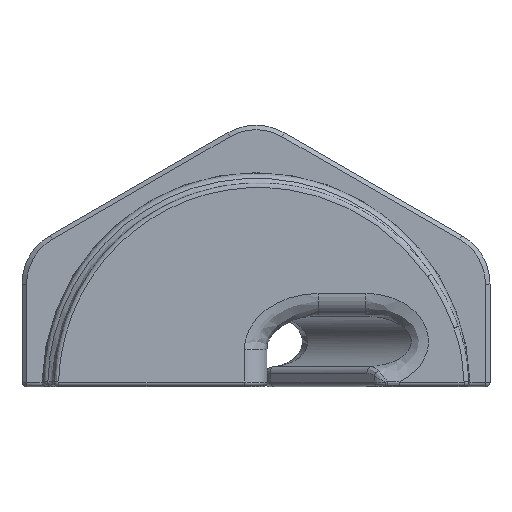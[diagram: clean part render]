
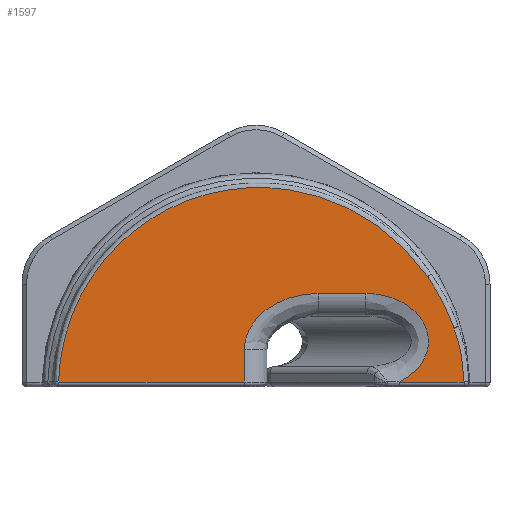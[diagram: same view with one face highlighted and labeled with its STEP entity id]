
A CAD part, top view. The second image highlights one B-rep face of the part: STEP entity #1597.
In plain terms, the highlighted planar face has unit normal (0, 0, 1).
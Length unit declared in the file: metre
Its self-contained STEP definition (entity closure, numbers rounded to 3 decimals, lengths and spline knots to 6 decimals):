
#82=ELLIPSE('',#1735,0.005548,0.00425);
#83=ELLIPSE('',#1736,0.006527,0.005);
#118=B_SPLINE_CURVE_WITH_KNOTS('',3,(#2373,#2374,#2375,#2376),
 .UNSPECIFIED.,.F.,.F.,(4,4),(0.017517,0.022443),
 .UNSPECIFIED.);
#119=B_SPLINE_CURVE_WITH_KNOTS('',3,(#2378,#2379,#2380,#2381),
 .UNSPECIFIED.,.F.,.F.,(4,4),(0.,0.00513),.UNSPECIFIED.);
#120=B_SPLINE_CURVE_WITH_KNOTS('',3,(#2383,#2384,#2385,#2386,#2387,#2388,
#2389,#2390,#2391,#2392,#2393,#2394,#2395,#2396,#2397,#2398),
 .UNSPECIFIED.,.F.,.F.,(4,1,1,1,1,1,1,1,1,1,1,1,1,4),(0.,
0.002815,0.005629,0.008444,0.011259,
0.016888,0.022517,0.028146,0.030961,
0.033776,0.03659,0.039405,0.04222,
0.045034),.UNSPECIFIED.);
#304=ORIENTED_EDGE('',*,*,#807,.T.);
#305=ORIENTED_EDGE('',*,*,#808,.T.);
#306=ORIENTED_EDGE('',*,*,#809,.T.);
#307=ORIENTED_EDGE('',*,*,#810,.T.);
#308=ORIENTED_EDGE('',*,*,#811,.T.);
#309=ORIENTED_EDGE('',*,*,#812,.T.);
#310=ORIENTED_EDGE('',*,*,#813,.T.);
#311=ORIENTED_EDGE('',*,*,#814,.T.);
#312=ORIENTED_EDGE('',*,*,#815,.T.);
#807=EDGE_CURVE('',#1058,#1059,#82,.F.);
#808=EDGE_CURVE('',#1059,#1060,#1183,.T.);
#809=EDGE_CURVE('',#1060,#1061,#118,.T.);
#810=EDGE_CURVE('',#1061,#1062,#119,.T.);
#811=EDGE_CURVE('',#1062,#1063,#120,.T.);
#812=EDGE_CURVE('',#1063,#1064,#1184,.T.);
#813=EDGE_CURVE('',#1064,#1065,#1185,.F.);
#814=EDGE_CURVE('',#1065,#1066,#83,.F.);
#815=EDGE_CURVE('',#1066,#1058,#1186,.F.);
#1058=VERTEX_POINT('',#2369);
#1059=VERTEX_POINT('',#2370);
#1060=VERTEX_POINT('',#2372);
#1061=VERTEX_POINT('',#2377);
#1062=VERTEX_POINT('',#2382);
#1063=VERTEX_POINT('',#2399);
#1064=VERTEX_POINT('',#2401);
#1065=VERTEX_POINT('',#2403);
#1066=VERTEX_POINT('',#2405);
#1183=LINE('',#2371,#1274);
#1184=LINE('',#2400,#1275);
#1185=LINE('',#2402,#1276);
#1186=LINE('',#2406,#1277);
#1274=VECTOR('',#1925,1.);
#1275=VECTOR('',#1926,1.);
#1276=VECTOR('',#1927,1.);
#1277=VECTOR('',#1930,1.);
#1344=EDGE_LOOP('',(#304,#305,#306,#307,#308,#309,#310,#311,#312));
#1457=FACE_BOUND('',#1344,.T.);
#1569=PLANE('',#1734);
#1597=ADVANCED_FACE('',(#1457),#1569,.T.);
#1734=AXIS2_PLACEMENT_3D('',#2367,#1921,#1922);
#1735=AXIS2_PLACEMENT_3D('',#2368,#1923,#1924);
#1736=AXIS2_PLACEMENT_3D('',#2404,#1928,#1929);
#1921=DIRECTION('',(0.,0.,1.));
#1922=DIRECTION('',(0.866,-0.5,0.));
#1923=DIRECTION('',(0.,0.,1.));
#1924=DIRECTION('',(1.,0.,0.));
#1925=DIRECTION('',(1.,0.,0.));
#1926=DIRECTION('',(1.,0.,0.));
#1927=DIRECTION('',(0.,-1.,0.));
#1928=DIRECTION('',(0.,0.,1.));
#1929=DIRECTION('',(1.,0.,0.));
#1930=DIRECTION('',(-1.,0.,0.));
#2367=CARTESIAN_POINT('',(0.,0.,0.014));
#2368=CARTESIAN_POINT('',(0.009743,0.004,0.014));
#2369=CARTESIAN_POINT('',(0.009743,0.00825,0.014));
#2370=CARTESIAN_POINT('',(0.012692,0.0004,0.014));
#2371=CARTESIAN_POINT('',(0.,0.0004,0.014));
#2372=CARTESIAN_POINT('',(0.018452,0.0004,0.014));
#2373=CARTESIAN_POINT('',(0.018452,0.0004,0.014));
#2374=CARTESIAN_POINT('',(0.018391,0.002016,0.014));
#2375=CARTESIAN_POINT('',(0.018119,0.003651,0.014));
#2376=CARTESIAN_POINT('',(0.017555,0.005194,0.014));
#2377=CARTESIAN_POINT('',(0.017555,0.005194,0.014));
#2378=CARTESIAN_POINT('',(0.017555,0.005194,0.014));
#2379=CARTESIAN_POINT('',(0.016968,0.006802,0.014));
#2380=CARTESIAN_POINT('',(0.016189,0.008339,0.014));
#2381=CARTESIAN_POINT('',(0.015212,0.009744,0.014));
#2382=CARTESIAN_POINT('',(0.015212,0.009744,0.014));
#2383=CARTESIAN_POINT('',(0.015212,0.009744,0.014));
#2384=CARTESIAN_POINT('',(0.014671,0.01052,0.014));
#2385=CARTESIAN_POINT('',(0.013489,0.011976,0.014));
#2386=CARTESIAN_POINT('',(0.01138,0.013887,0.014));
#2387=CARTESIAN_POINT('',(0.009048,0.01543,0.014));
#2388=CARTESIAN_POINT('',(0.005612,0.017008,0.014));
#2389=CARTESIAN_POINT('',(0.000972,0.017927,0.014));
#2390=CARTESIAN_POINT('',(-0.004684,0.017263,0.014));
#2391=CARTESIAN_POINT('',(-0.008979,0.015278,0.014));
#2392=CARTESIAN_POINT('',(-0.011941,0.012925,0.014));
#2393=CARTESIAN_POINT('',(-0.01383,0.010863,0.014));
#2394=CARTESIAN_POINT('',(-0.015395,0.008483,0.014));
#2395=CARTESIAN_POINT('',(-0.016541,0.005938,0.014));
#2396=CARTESIAN_POINT('',(-0.017285,0.003187,0.014));
#2397=CARTESIAN_POINT('',(-0.017479,0.001335,0.014));
#2398=CARTESIAN_POINT('',(-0.017503,0.0004,0.014));
#2399=CARTESIAN_POINT('',(-0.017503,0.0004,0.014));
#2400=CARTESIAN_POINT('',(0.,0.0004,0.014));
#2401=CARTESIAN_POINT('',(-0.001026,0.0004,0.014));
#2402=CARTESIAN_POINT('',(-0.001026,0.00325,0.014));
#2403=CARTESIAN_POINT('',(-0.001026,0.00325,0.014));
#2404=CARTESIAN_POINT('',(0.005501,0.00325,0.014));
#2405=CARTESIAN_POINT('',(0.005501,0.00825,0.014));
#2406=CARTESIAN_POINT('',(0.011422,0.00825,0.014));
